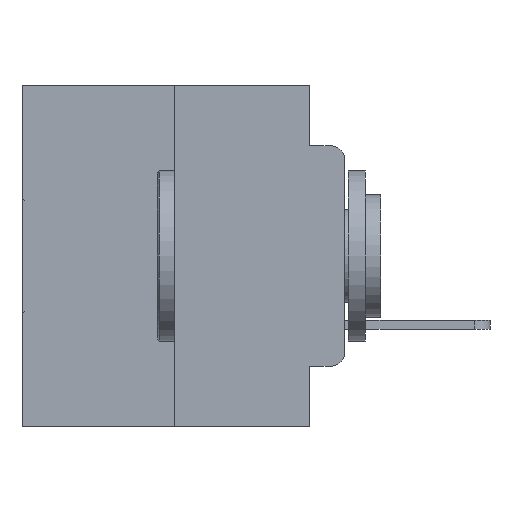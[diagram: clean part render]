
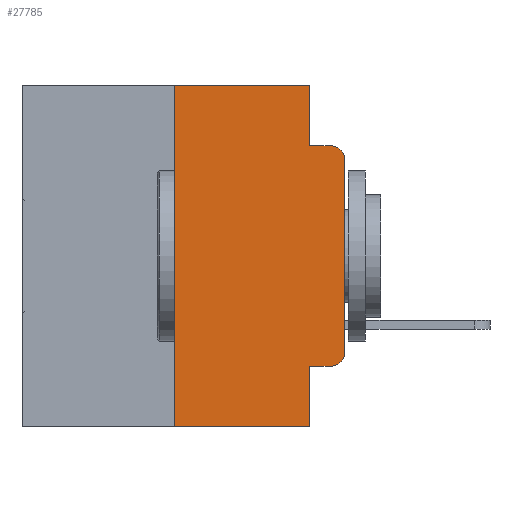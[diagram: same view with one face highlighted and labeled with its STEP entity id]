
A CAD part, left-side view. The second image highlights one B-rep face of the part: STEP entity #27785.
In plain terms, the highlighted planar face has unit normal (-1, 0, 0).
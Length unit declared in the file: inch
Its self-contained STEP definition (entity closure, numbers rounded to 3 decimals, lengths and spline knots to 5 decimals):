
#26 = DIRECTION ( 'NONE',  ( 0., 0., -1. ) ) ;
#807 = AXIS2_PLACEMENT_3D ( 'NONE', #9456, #9366, #20781 ) ;
#998 = VECTOR ( 'NONE', #26778, 39.37008 ) ;
#1166 = CARTESIAN_POINT ( 'NONE',  ( 0., 0., 0. ) ) ;
#1903 = EDGE_CURVE ( 'NONE', #3188, #10986, #16379, .T. ) ;
#1966 = VERTEX_POINT ( 'NONE', #9962 ) ;
#2556 = VERTEX_POINT ( 'NONE', #26511 ) ;
#2802 = LINE ( 'NONE', #29713, #19697 ) ;
#3188 = VERTEX_POINT ( 'NONE', #27220 ) ;
#4376 = VERTEX_POINT ( 'NONE', #20442 ) ;
#5126 = EDGE_CURVE ( 'NONE', #2556, #18848, #6697, .T. ) ;
#5683 = ORIENTED_EDGE ( 'NONE', *, *, #5126, .F. ) ;
#5964 = DIRECTION ( 'NONE',  ( 0., 0., 1. ) ) ;
#6668 = ORIENTED_EDGE ( 'NONE', *, *, #1903, .F. ) ;
#6675 = ORIENTED_EDGE ( 'NONE', *, *, #28283, .T. ) ;
#6697 = LINE ( 'NONE', #28669, #21042 ) ;
#6760 = CARTESIAN_POINT ( 'NONE',  ( 0., 0.02, -0.3915 ) ) ;
#7141 = CARTESIAN_POINT ( 'NONE',  ( 0., 0.02, -0.0885 ) ) ;
#7647 = EDGE_CURVE ( 'NONE', #23632, #4376, #2802, .T. ) ;
#7838 = FACE_OUTER_BOUND ( 'NONE', #22096, .T. ) ;
#8120 = DIRECTION ( 'NONE',  ( -1., 0., 0. ) ) ;
#8475 = VERTEX_POINT ( 'NONE', #20201 ) ;
#8900 = VECTOR ( 'NONE', #18549, 39.37008 ) ;
#9162 = CIRCLE ( 'NONE', #14248, 0.02 ) ;
#9366 = DIRECTION ( 'NONE',  ( 1., 0., 0. ) ) ;
#9456 = CARTESIAN_POINT ( 'NONE',  ( 0., 0.473, 0. ) ) ;
#9559 = EDGE_CURVE ( 'NONE', #23632, #8475, #13048, .T. ) ;
#9962 = CARTESIAN_POINT ( 'NONE',  ( 0., 0., -0.3915 ) ) ;
#10086 = ORIENTED_EDGE ( 'NONE', *, *, #7647, .F. ) ;
#10986 = VERTEX_POINT ( 'NONE', #27925 ) ;
#11234 = CARTESIAN_POINT ( 'NONE',  ( 0., 0.473, 0. ) ) ;
#12076 = CARTESIAN_POINT ( 'NONE',  ( 0., 0., -0.1085 ) ) ;
#13035 = DIRECTION ( 'NONE',  ( 0., -1., 0. ) ) ;
#13047 = VECTOR ( 'NONE', #18767, 39.37008 ) ;
#13048 = LINE ( 'NONE', #25472, #29177 ) ;
#13129 = CARTESIAN_POINT ( 'NONE',  ( 0., 0.051, -0.0885 ) ) ;
#13159 = AXIS2_PLACEMENT_3D ( 'NONE', #26143, #8120, #14727 ) ;
#13178 = CARTESIAN_POINT ( 'NONE',  ( 0., 0.473, -0.5 ) ) ;
#13400 = CARTESIAN_POINT ( 'NONE',  ( 0., 0.051, -0.4115 ) ) ;
#14248 = AXIS2_PLACEMENT_3D ( 'NONE', #6760, #18953, #23207 ) ;
#14727 = DIRECTION ( 'NONE',  ( 0., 0., -1. ) ) ;
#16237 = DIRECTION ( 'NONE',  ( 0., -1., 0. ) ) ;
#16379 = LINE ( 'NONE', #25863, #8900 ) ;
#17463 = ORIENTED_EDGE ( 'NONE', *, *, #9559, .T. ) ;
#18144 = EDGE_CURVE ( 'NONE', #10986, #2556, #18354, .T. ) ;
#18354 = LINE ( 'NONE', #11234, #13047 ) ;
#18539 = PLANE ( 'NONE',  #807 ) ;
#18549 = DIRECTION ( 'NONE',  ( 0., 0., 1. ) ) ;
#18767 = DIRECTION ( 'NONE',  ( 0., -1., 0. ) ) ;
#18848 = VERTEX_POINT ( 'NONE', #24565 ) ;
#18953 = DIRECTION ( 'NONE',  ( -1., 0., 0. ) ) ;
#19151 = VECTOR ( 'NONE', #13035, 39.37008 ) ;
#19697 = VECTOR ( 'NONE', #26, 39.37008 ) ;
#19831 = VERTEX_POINT ( 'NONE', #12076 ) ;
#19849 = VERTEX_POINT ( 'NONE', #7141 ) ;
#19931 = ORIENTED_EDGE ( 'NONE', *, *, #27428, .T. ) ;
#20201 = CARTESIAN_POINT ( 'NONE',  ( 0., 0.02, -0.4115 ) ) ;
#20442 = CARTESIAN_POINT ( 'NONE',  ( 0., 0.051, -0.5 ) ) ;
#20781 = DIRECTION ( 'NONE',  ( 0., 0., -1. ) ) ;
#20792 = ORIENTED_EDGE ( 'NONE', *, *, #26410, .F. ) ;
#20890 = LINE ( 'NONE', #1166, #29519 ) ;
#21042 = VECTOR ( 'NONE', #24044, 39.37008 ) ;
#21692 = ORIENTED_EDGE ( 'NONE', *, *, #18144, .F. ) ;
#22096 = EDGE_LOOP ( 'NONE', ( #29398, #19931, #20792, #5683, #21692, #6668, #6675, #10086, #17463, #28599 ) ) ;
#22654 = EDGE_CURVE ( 'NONE', #1966, #19831, #20890, .T. ) ;
#23207 = DIRECTION ( 'NONE',  ( 0., 0., -1. ) ) ;
#23632 = VERTEX_POINT ( 'NONE', #13400 ) ;
#24044 = DIRECTION ( 'NONE',  ( 0., 0., -1. ) ) ;
#24191 = LINE ( 'NONE', #13129, #19151 ) ;
#24565 = CARTESIAN_POINT ( 'NONE',  ( 0., 0.051, -0.0885 ) ) ;
#24762 = CIRCLE ( 'NONE', #13159, 0.02 ) ;
#25472 = CARTESIAN_POINT ( 'NONE',  ( 0., 0.051, -0.4115 ) ) ;
#25863 = CARTESIAN_POINT ( 'NONE',  ( 0., 0.25, 0. ) ) ;
#26143 = CARTESIAN_POINT ( 'NONE',  ( 0., 0.02, -0.1085 ) ) ;
#26410 = EDGE_CURVE ( 'NONE', #18848, #19849, #24191, .T. ) ;
#26511 = CARTESIAN_POINT ( 'NONE',  ( 0., 0.051, 0. ) ) ;
#26632 = EDGE_CURVE ( 'NONE', #8475, #1966, #9162, .T. ) ;
#26778 = DIRECTION ( 'NONE',  ( 0., -1., 0. ) ) ;
#27220 = CARTESIAN_POINT ( 'NONE',  ( 0., 0.25, -0.5 ) ) ;
#27428 = EDGE_CURVE ( 'NONE', #19831, #19849, #24762, .T. ) ;
#27552 = LINE ( 'NONE', #13178, #998 ) ;
#27785 = ADVANCED_FACE ( 'NONE', ( #7838 ), #18539, .F. ) ;
#27925 = CARTESIAN_POINT ( 'NONE',  ( 0., 0.25, 0. ) ) ;
#28283 = EDGE_CURVE ( 'NONE', #3188, #4376, #27552, .T. ) ;
#28599 = ORIENTED_EDGE ( 'NONE', *, *, #26632, .T. ) ;
#28669 = CARTESIAN_POINT ( 'NONE',  ( 0., 0.051, 0. ) ) ;
#29177 = VECTOR ( 'NONE', #16237, 39.37008 ) ;
#29398 = ORIENTED_EDGE ( 'NONE', *, *, #22654, .T. ) ;
#29519 = VECTOR ( 'NONE', #5964, 39.37008 ) ;
#29713 = CARTESIAN_POINT ( 'NONE',  ( 0., 0.051, 0. ) ) ;
